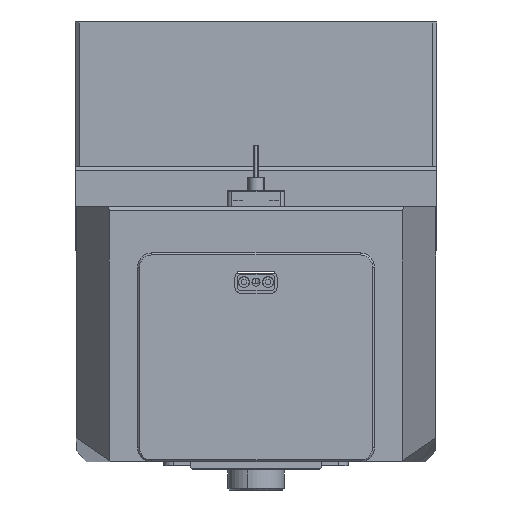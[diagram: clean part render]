
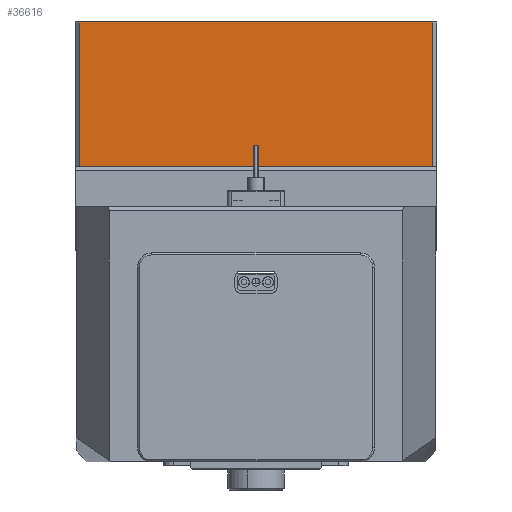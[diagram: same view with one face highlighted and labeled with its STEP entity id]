
A CAD part, left-side view. The second image highlights one B-rep face of the part: STEP entity #36616.
In plain terms, the highlighted planar face has unit normal (-1, 0, 0).
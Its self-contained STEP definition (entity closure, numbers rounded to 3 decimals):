
#576 = DIRECTION ( 'NONE',  ( 0., -1., 0. ) ) ;
#1443 = VERTEX_POINT ( 'NONE', #24265 ) ;
#1624 = LINE ( 'NONE', #29559, #5123 ) ;
#2049 = VECTOR ( 'NONE', #17775, 1000. ) ;
#2256 = DIRECTION ( 'NONE',  ( 0., 0., -1. ) ) ;
#5123 = VECTOR ( 'NONE', #576, 1000. ) ;
#5383 = EDGE_CURVE ( 'NONE', #32106, #22541, #11115, .T. ) ;
#6068 = VECTOR ( 'NONE', #22114, 1000. ) ;
#6645 = VERTEX_POINT ( 'NONE', #23700 ) ;
#6979 = EDGE_CURVE ( 'NONE', #6645, #1443, #1624, .T. ) ;
#11115 = LINE ( 'NONE', #15223, #6068 ) ;
#11429 = CARTESIAN_POINT ( 'NONE',  ( -160., 88., 199. ) ) ;
#11467 = DIRECTION ( 'NONE',  ( 1., 0., 0. ) ) ;
#12109 = EDGE_LOOP ( 'NONE', ( #35607, #12895, #26786, #21318 ) ) ;
#12155 = FACE_OUTER_BOUND ( 'NONE', #12109, .T. ) ;
#12895 = ORIENTED_EDGE ( 'NONE', *, *, #30005, .T. ) ;
#13752 = LINE ( 'NONE', #11429, #35405 ) ;
#15223 = CARTESIAN_POINT ( 'NONE',  ( -160., 90., 127. ) ) ;
#17716 = DIRECTION ( 'NONE',  ( 0., 0., -1. ) ) ;
#17775 = DIRECTION ( 'NONE',  ( 0., 0., 1. ) ) ;
#21318 = ORIENTED_EDGE ( 'NONE', *, *, #41764, .T. ) ;
#22114 = DIRECTION ( 'NONE',  ( 0., -1., 0. ) ) ;
#22541 = VERTEX_POINT ( 'NONE', #30689 ) ;
#23700 = CARTESIAN_POINT ( 'NONE',  ( -160., 88., 199. ) ) ;
#24265 = CARTESIAN_POINT ( 'NONE',  ( -160., -88., 199. ) ) ;
#24283 = LINE ( 'NONE', #33651, #2049 ) ;
#26786 = ORIENTED_EDGE ( 'NONE', *, *, #6979, .F. ) ;
#26821 = PLANE ( 'NONE',  #35685 ) ;
#29559 = CARTESIAN_POINT ( 'NONE',  ( -160., 90., 199. ) ) ;
#30005 = EDGE_CURVE ( 'NONE', #22541, #1443, #24283, .T. ) ;
#30689 = CARTESIAN_POINT ( 'NONE',  ( -160., -88., 127. ) ) ;
#32106 = VERTEX_POINT ( 'NONE', #35745 ) ;
#33651 = CARTESIAN_POINT ( 'NONE',  ( -160., -88., 199. ) ) ;
#35405 = VECTOR ( 'NONE', #2256, 1000. ) ;
#35607 = ORIENTED_EDGE ( 'NONE', *, *, #5383, .T. ) ;
#35685 = AXIS2_PLACEMENT_3D ( 'NONE', #37274, #11467, #17716 ) ;
#35745 = CARTESIAN_POINT ( 'NONE',  ( -160., 88., 127. ) ) ;
#36616 = ADVANCED_FACE ( 'NONE', ( #12155 ), #26821, .F. ) ;
#37274 = CARTESIAN_POINT ( 'NONE',  ( -160., 90., 199. ) ) ;
#41764 = EDGE_CURVE ( 'NONE', #6645, #32106, #13752, .T. ) ;
